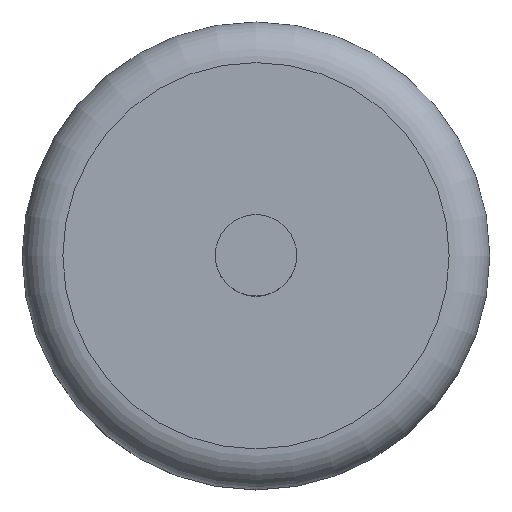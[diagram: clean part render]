
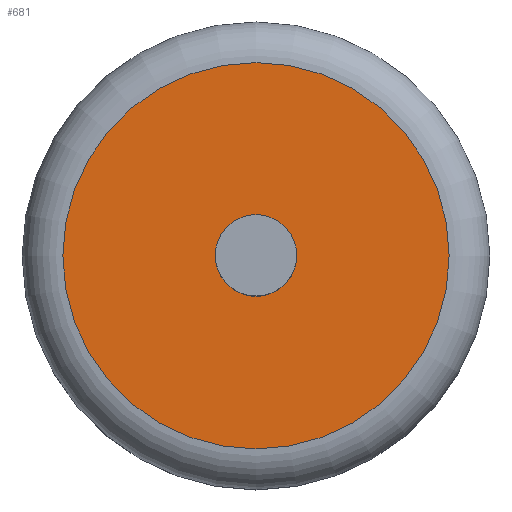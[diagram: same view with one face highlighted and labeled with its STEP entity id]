
A CAD part, top view. The second image highlights one B-rep face of the part: STEP entity #681.
In plain terms, the highlighted planar face has unit normal (0, 0, 1).
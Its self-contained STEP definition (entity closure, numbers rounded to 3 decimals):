
#15=FACE_BOUND('',#98,.T.);
#33=PLANE('',#748);
#58=FACE_OUTER_BOUND('',#97,.T.);
#97=EDGE_LOOP('',(#498));
#98=EDGE_LOOP('',(#499));
#258=CIRCLE('',#743,9.5);
#262=CIRCLE('',#749,2.);
#316=VERTEX_POINT('',#1092);
#319=VERTEX_POINT('',#1102);
#386=EDGE_CURVE('',#316,#316,#258,.T.);
#391=EDGE_CURVE('',#319,#319,#262,.T.);
#498=ORIENTED_EDGE('',*,*,#386,.F.);
#499=ORIENTED_EDGE('',*,*,#391,.T.);
#681=ADVANCED_FACE('',(#58,#15),#33,.T.);
#743=AXIS2_PLACEMENT_3D('',#1093,#868,#869);
#748=AXIS2_PLACEMENT_3D('',#1101,#879,#880);
#749=AXIS2_PLACEMENT_3D('',#1103,#881,#882);
#868=DIRECTION('center_axis',(0.,0.,-1.));
#869=DIRECTION('ref_axis',(1.,0.,0.));
#879=DIRECTION('center_axis',(0.,0.,1.));
#880=DIRECTION('ref_axis',(1.,0.,0.));
#881=DIRECTION('center_axis',(0.,0.,-1.));
#882=DIRECTION('ref_axis',(1.,0.,0.));
#1092=CARTESIAN_POINT('',(-9.5,0.,18.));
#1093=CARTESIAN_POINT('Origin',(0.,0.,18.));
#1101=CARTESIAN_POINT('Origin',(0.,0.,18.));
#1102=CARTESIAN_POINT('',(-2.,0.,18.));
#1103=CARTESIAN_POINT('Origin',(0.,0.,18.));
